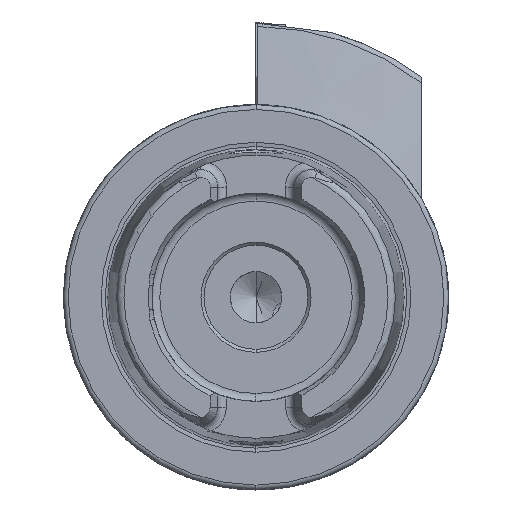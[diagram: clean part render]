
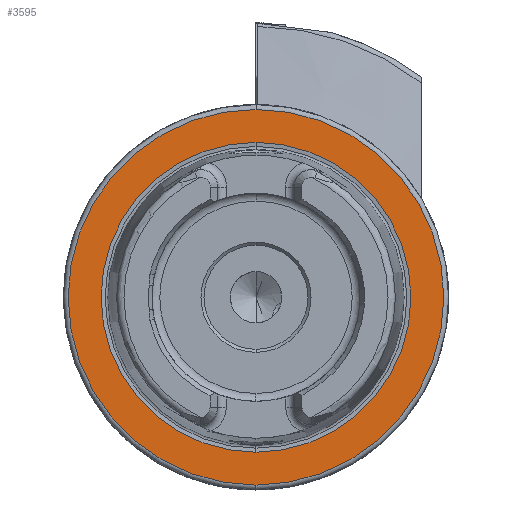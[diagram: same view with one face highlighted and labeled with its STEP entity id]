
A CAD part, left-side view. The second image highlights one B-rep face of the part: STEP entity #3595.
In plain terms, the highlighted planar face has unit normal (-1, 0, 0).
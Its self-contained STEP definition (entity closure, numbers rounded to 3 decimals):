
#619 = CARTESIAN_POINT ( 'NONE',  ( 0., 0., -30.7 ) ) ;
#625 = CARTESIAN_POINT ( 'NONE',  ( 0., 0., 0. ) ) ;
#648 = EDGE_LOOP ( 'NONE', ( #4275, #7522 ) ) ;
#777 = ORIENTED_EDGE ( 'NONE', *, *, #9590, .F. ) ;
#1131 = CARTESIAN_POINT ( 'NONE',  ( 0., 0., 25.324 ) ) ;
#1187 = CIRCLE ( 'NONE', #5135, 25.324 ) ;
#1262 = VERTEX_POINT ( 'NONE', #12532 ) ;
#1758 = EDGE_CURVE ( 'NONE', #7841, #10139, #8314, .T. ) ;
#1855 = DIRECTION ( 'NONE',  ( 0., 0., 1. ) ) ;
#1925 = EDGE_LOOP ( 'NONE', ( #2544, #777 ) ) ;
#2378 = FACE_OUTER_BOUND ( 'NONE', #648, .T. ) ;
#2544 = ORIENTED_EDGE ( 'NONE', *, *, #7848, .F. ) ;
#2861 = DIRECTION ( 'NONE',  ( -1., 0., 0. ) ) ;
#3595 = ADVANCED_FACE ( 'NONE', ( #8169, #2378 ), #3775, .F. ) ;
#3775 = PLANE ( 'NONE',  #6862 ) ;
#3892 = CARTESIAN_POINT ( 'NONE',  ( 0., 0., 0. ) ) ;
#4275 = ORIENTED_EDGE ( 'NONE', *, *, #6990, .T. ) ;
#4671 = DIRECTION ( 'NONE',  ( -1., 0., 0. ) ) ;
#4672 = CARTESIAN_POINT ( 'NONE',  ( 0., 30.7, 0. ) ) ;
#5135 = AXIS2_PLACEMENT_3D ( 'NONE', #3892, #9872, #1855 ) ;
#5470 = CARTESIAN_POINT ( 'NONE',  ( 0., 0., 0. ) ) ;
#5659 = CARTESIAN_POINT ( 'NONE',  ( 0., 0., 0. ) ) ;
#5724 = DIRECTION ( 'NONE',  ( 0., 0., -1. ) ) ;
#6296 = AXIS2_PLACEMENT_3D ( 'NONE', #5659, #2861, #10694 ) ;
#6587 = DIRECTION ( 'NONE',  ( 0., 0., 1. ) ) ;
#6862 = AXIS2_PLACEMENT_3D ( 'NONE', #4672, #10635, #5724 ) ;
#6990 = EDGE_CURVE ( 'NONE', #10139, #7841, #9194, .T. ) ;
#7522 = ORIENTED_EDGE ( 'NONE', *, *, #1758, .T. ) ;
#7841 = VERTEX_POINT ( 'NONE', #619 ) ;
#7848 = EDGE_CURVE ( 'NONE', #10800, #1262, #1187, .T. ) ;
#8169 = FACE_BOUND ( 'NONE', #1925, .T. ) ;
#8314 = CIRCLE ( 'NONE', #12323, 30.7 ) ;
#8771 = CARTESIAN_POINT ( 'NONE',  ( 0., 0., 30.7 ) ) ;
#9043 = CIRCLE ( 'NONE', #11048, 25.324 ) ;
#9194 = CIRCLE ( 'NONE', #6296, 30.7 ) ;
#9491 = DIRECTION ( 'NONE',  ( -1., 0., 0. ) ) ;
#9590 = EDGE_CURVE ( 'NONE', #1262, #10800, #9043, .T. ) ;
#9872 = DIRECTION ( 'NONE',  ( -1., 0., 0. ) ) ;
#10139 = VERTEX_POINT ( 'NONE', #8771 ) ;
#10635 = DIRECTION ( 'NONE',  ( 1., 0., 0. ) ) ;
#10694 = DIRECTION ( 'NONE',  ( 0., 0., 1. ) ) ;
#10800 = VERTEX_POINT ( 'NONE', #1131 ) ;
#11048 = AXIS2_PLACEMENT_3D ( 'NONE', #625, #4671, #6587 ) ;
#12323 = AXIS2_PLACEMENT_3D ( 'NONE', #5470, #9491, #12742 ) ;
#12532 = CARTESIAN_POINT ( 'NONE',  ( 0., 0., -25.324 ) ) ;
#12742 = DIRECTION ( 'NONE',  ( 0., 0., 1. ) ) ;
